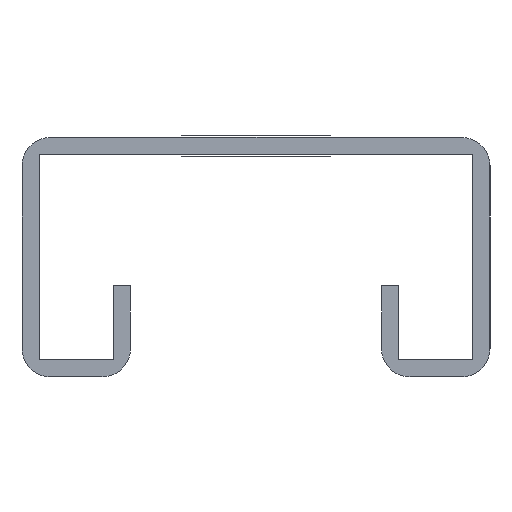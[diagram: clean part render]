
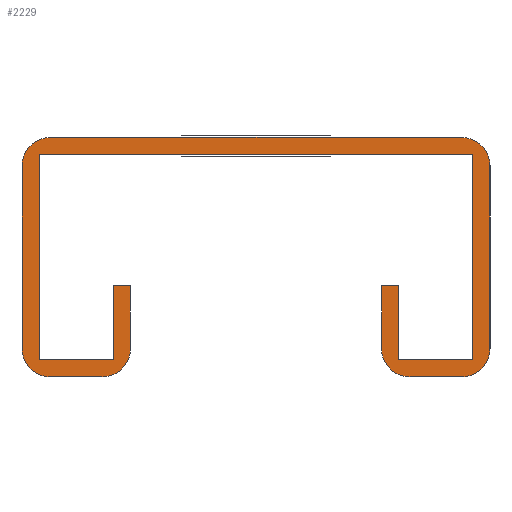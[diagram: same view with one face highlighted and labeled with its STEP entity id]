
A CAD part, left-side view. The second image highlights one B-rep face of the part: STEP entity #2229.
In plain terms, the highlighted planar face has unit normal (-1, 0, 0).
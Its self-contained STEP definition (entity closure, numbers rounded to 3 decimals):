
#161=FACE_OUTER_BOUND('',#225,.T.);
#225=EDGE_LOOP('',(#1794,#1795,#1796,#1797,#1798,#1799,#1800,#1801,#1802,
#1803,#1804,#1805,#1806,#1807,#1808,#1809,#1810,#1811,#1812,#1813,#1814,
#1815));
#276=CIRCLE('',#2291,2.5);
#277=CIRCLE('',#2294,2.5);
#278=CIRCLE('',#2297,2.5);
#279=CIRCLE('',#2300,2.5);
#280=CIRCLE('',#2306,2.5);
#281=CIRCLE('',#2307,2.5);
#379=LINE('',#3090,#673);
#382=LINE('',#3095,#676);
#384=LINE('',#3099,#678);
#386=LINE('',#3103,#680);
#388=LINE('',#3107,#682);
#390=LINE('',#3111,#684);
#392=LINE('',#3115,#686);
#395=LINE('',#3123,#689);
#398=LINE('',#3131,#692);
#402=LINE('',#3141,#696);
#405=LINE('',#3149,#699);
#407=LINE('',#3153,#701);
#409=LINE('',#3157,#703);
#410=LINE('',#3159,#704);
#411=LINE('',#3164,#705);
#412=LINE('',#3167,#706);
#673=VECTOR('',#2467,1.);
#676=VECTOR('',#2472,1.);
#678=VECTOR('',#2476,1.);
#680=VECTOR('',#2480,1.);
#682=VECTOR('',#2484,1.);
#684=VECTOR('',#2488,1.);
#686=VECTOR('',#2492,1.);
#689=VECTOR('',#2501,1.);
#692=VECTOR('',#2510,1.);
#696=VECTOR('',#2520,1.);
#699=VECTOR('',#2529,1.);
#701=VECTOR('',#2533,1.);
#703=VECTOR('',#2537,1.);
#704=VECTOR('',#2540,1.);
#705=VECTOR('',#2545,1.);
#706=VECTOR('',#2548,1.);
#972=VERTEX_POINT('',#3087);
#973=VERTEX_POINT('',#3089);
#974=VERTEX_POINT('',#3093);
#975=VERTEX_POINT('',#3097);
#976=VERTEX_POINT('',#3101);
#977=VERTEX_POINT('',#3105);
#978=VERTEX_POINT('',#3109);
#979=VERTEX_POINT('',#3113);
#980=VERTEX_POINT('',#3117);
#981=VERTEX_POINT('',#3121);
#982=VERTEX_POINT('',#3125);
#983=VERTEX_POINT('',#3129);
#984=VERTEX_POINT('',#3133);
#985=VERTEX_POINT('',#3135);
#986=VERTEX_POINT('',#3139);
#987=VERTEX_POINT('',#3143);
#988=VERTEX_POINT('',#3147);
#989=VERTEX_POINT('',#3151);
#990=VERTEX_POINT('',#3155);
#991=VERTEX_POINT('',#3161);
#992=VERTEX_POINT('',#3163);
#993=VERTEX_POINT('',#3165);
#1337=EDGE_CURVE('',#973,#972,#379,.T.);
#1340=EDGE_CURVE('',#972,#974,#382,.T.);
#1342=EDGE_CURVE('',#974,#975,#384,.T.);
#1344=EDGE_CURVE('',#975,#976,#386,.T.);
#1346=EDGE_CURVE('',#976,#977,#388,.T.);
#1348=EDGE_CURVE('',#978,#977,#390,.T.);
#1350=EDGE_CURVE('',#979,#978,#392,.T.);
#1352=EDGE_CURVE('',#980,#979,#276,.T.);
#1354=EDGE_CURVE('',#981,#980,#395,.T.);
#1356=EDGE_CURVE('',#982,#981,#277,.T.);
#1358=EDGE_CURVE('',#983,#982,#398,.T.);
#1360=EDGE_CURVE('',#984,#985,#278,.T.);
#1363=EDGE_CURVE('',#986,#984,#402,.T.);
#1365=EDGE_CURVE('',#987,#986,#279,.T.);
#1367=EDGE_CURVE('',#988,#987,#405,.T.);
#1369=EDGE_CURVE('',#988,#989,#407,.T.);
#1371=EDGE_CURVE('',#989,#990,#409,.T.);
#1372=EDGE_CURVE('',#990,#973,#410,.T.);
#1373=EDGE_CURVE('',#991,#983,#280,.T.);
#1374=EDGE_CURVE('',#992,#991,#411,.T.);
#1375=EDGE_CURVE('',#993,#992,#281,.T.);
#1376=EDGE_CURVE('',#985,#993,#412,.T.);
#1794=ORIENTED_EDGE('',*,*,#1346,.T.);
#1795=ORIENTED_EDGE('',*,*,#1348,.F.);
#1796=ORIENTED_EDGE('',*,*,#1350,.F.);
#1797=ORIENTED_EDGE('',*,*,#1352,.F.);
#1798=ORIENTED_EDGE('',*,*,#1354,.F.);
#1799=ORIENTED_EDGE('',*,*,#1356,.F.);
#1800=ORIENTED_EDGE('',*,*,#1358,.F.);
#1801=ORIENTED_EDGE('',*,*,#1373,.F.);
#1802=ORIENTED_EDGE('',*,*,#1374,.F.);
#1803=ORIENTED_EDGE('',*,*,#1375,.F.);
#1804=ORIENTED_EDGE('',*,*,#1376,.F.);
#1805=ORIENTED_EDGE('',*,*,#1360,.F.);
#1806=ORIENTED_EDGE('',*,*,#1363,.F.);
#1807=ORIENTED_EDGE('',*,*,#1365,.F.);
#1808=ORIENTED_EDGE('',*,*,#1367,.F.);
#1809=ORIENTED_EDGE('',*,*,#1369,.T.);
#1810=ORIENTED_EDGE('',*,*,#1371,.T.);
#1811=ORIENTED_EDGE('',*,*,#1372,.T.);
#1812=ORIENTED_EDGE('',*,*,#1337,.T.);
#1813=ORIENTED_EDGE('',*,*,#1340,.T.);
#1814=ORIENTED_EDGE('',*,*,#1342,.T.);
#1815=ORIENTED_EDGE('',*,*,#1344,.T.);
#2167=PLANE('',#2305);
#2229=ADVANCED_FACE('',(#161),#2167,.F.);
#2291=AXIS2_PLACEMENT_3D('',#3119,#2496,#2497);
#2294=AXIS2_PLACEMENT_3D('',#3127,#2505,#2506);
#2297=AXIS2_PLACEMENT_3D('',#3136,#2514,#2515);
#2300=AXIS2_PLACEMENT_3D('',#3145,#2524,#2525);
#2305=AXIS2_PLACEMENT_3D('',#3160,#2541,#2542);
#2306=AXIS2_PLACEMENT_3D('',#3162,#2543,#2544);
#2307=AXIS2_PLACEMENT_3D('',#3166,#2546,#2547);
#2467=DIRECTION('',(0.,0.,1.));
#2472=DIRECTION('',(0.,-1.,0.));
#2476=DIRECTION('',(0.,0.,-1.));
#2480=DIRECTION('',(0.,1.,0.));
#2484=DIRECTION('',(0.,0.,1.));
#2488=DIRECTION('',(0.,-1.,0.));
#2492=DIRECTION('',(0.,0.,1.));
#2496=DIRECTION('center_axis',(1.,0.,0.));
#2497=DIRECTION('ref_axis',(0.,0.707,-0.707));
#2501=DIRECTION('',(0.,1.,0.));
#2505=DIRECTION('center_axis',(1.,0.,0.));
#2506=DIRECTION('ref_axis',(0.,-0.707,-0.707));
#2510=DIRECTION('',(0.,0.,-1.));
#2514=DIRECTION('center_axis',(1.,0.,0.));
#2515=DIRECTION('ref_axis',(0.,0.707,-0.707));
#2520=DIRECTION('',(0.,1.,0.));
#2524=DIRECTION('center_axis',(1.,0.,0.));
#2525=DIRECTION('ref_axis',(0.,-0.707,-0.707));
#2529=DIRECTION('',(0.,0.,-1.));
#2533=DIRECTION('',(0.,1.,0.));
#2537=DIRECTION('',(0.,0.,-1.));
#2540=DIRECTION('',(0.,1.,0.));
#2541=DIRECTION('center_axis',(1.,0.,0.));
#2542=DIRECTION('ref_axis',(0.,0.,-1.));
#2543=DIRECTION('center_axis',(1.,0.,0.));
#2544=DIRECTION('ref_axis',(0.,-0.707,0.707));
#2545=DIRECTION('',(0.,-1.,0.));
#2546=DIRECTION('center_axis',(1.,0.,0.));
#2547=DIRECTION('ref_axis',(0.,0.707,0.707));
#2548=DIRECTION('',(0.,0.,1.));
#3087=CARTESIAN_POINT('',(15.016,19.758,39.521));
#3089=CARTESIAN_POINT('',(15.016,19.758,21.521));
#3090=CARTESIAN_POINT('',(15.016,19.758,32.251));
#3093=CARTESIAN_POINT('',(15.016,-18.242,39.521));
#3095=CARTESIAN_POINT('',(15.016,-8.242,39.521));
#3097=CARTESIAN_POINT('',(15.016,-18.242,21.521));
#3099=CARTESIAN_POINT('',(15.016,-18.242,32.251));
#3101=CARTESIAN_POINT('',(15.016,-11.742,21.521));
#3103=CARTESIAN_POINT('',(15.016,-7.117,21.521));
#3105=CARTESIAN_POINT('',(15.016,-11.742,28.021));
#3107=CARTESIAN_POINT('',(15.016,-11.742,32.251));
#3109=CARTESIAN_POINT('',(15.016,-10.242,28.021));
#3111=CARTESIAN_POINT('',(15.016,-10.242,28.021));
#3113=CARTESIAN_POINT('',(15.016,-10.242,22.521));
#3115=CARTESIAN_POINT('',(15.016,-10.242,20.021));
#3117=CARTESIAN_POINT('',(15.016,-12.742,20.021));
#3119=CARTESIAN_POINT('Origin',(15.016,-12.742,22.521));
#3121=CARTESIAN_POINT('',(15.016,-17.242,20.021));
#3123=CARTESIAN_POINT('',(15.016,-19.742,20.021));
#3125=CARTESIAN_POINT('',(15.016,-19.742,22.521));
#3127=CARTESIAN_POINT('Origin',(15.016,-17.242,22.521));
#3129=CARTESIAN_POINT('',(15.016,-19.742,38.521));
#3131=CARTESIAN_POINT('',(15.016,-19.742,61.021));
#3133=CARTESIAN_POINT('',(15.016,18.758,20.021));
#3135=CARTESIAN_POINT('',(15.016,21.258,22.521));
#3136=CARTESIAN_POINT('Origin',(15.016,18.758,22.521));
#3139=CARTESIAN_POINT('',(15.016,14.258,20.021));
#3141=CARTESIAN_POINT('',(15.016,11.758,20.021));
#3143=CARTESIAN_POINT('',(15.016,11.758,22.521));
#3145=CARTESIAN_POINT('Origin',(15.016,14.258,22.521));
#3147=CARTESIAN_POINT('',(15.016,11.758,28.021));
#3149=CARTESIAN_POINT('',(15.016,11.758,28.021));
#3151=CARTESIAN_POINT('',(15.016,13.258,28.021));
#3153=CARTESIAN_POINT('',(15.016,13.758,28.021));
#3155=CARTESIAN_POINT('',(15.016,13.258,21.521));
#3157=CARTESIAN_POINT('',(15.016,13.258,32.251));
#3159=CARTESIAN_POINT('',(15.016,8.633,21.521));
#3160=CARTESIAN_POINT('Origin',(15.016,0.758,41.981));
#3161=CARTESIAN_POINT('',(15.016,-17.242,41.021));
#3162=CARTESIAN_POINT('Origin',(15.016,-17.242,38.521));
#3163=CARTESIAN_POINT('',(15.016,18.758,41.021));
#3164=CARTESIAN_POINT('',(15.016,21.258,41.021));
#3165=CARTESIAN_POINT('',(15.016,21.258,38.521));
#3166=CARTESIAN_POINT('Origin',(15.016,18.758,38.521));
#3167=CARTESIAN_POINT('',(15.016,21.258,0.021));
